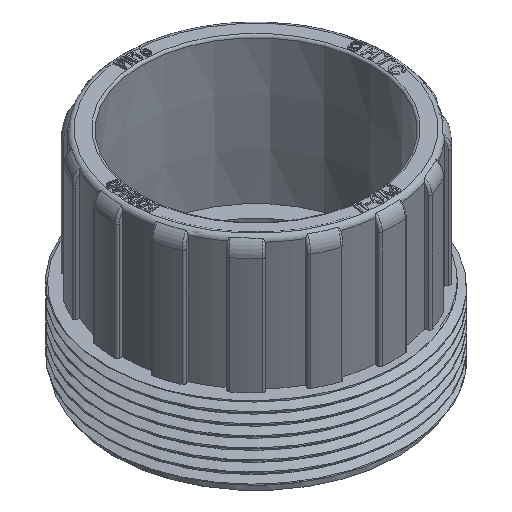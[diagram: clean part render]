
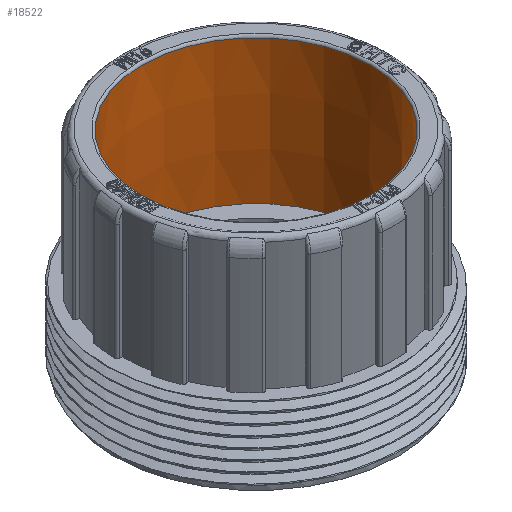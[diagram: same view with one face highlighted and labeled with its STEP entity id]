
A CAD part, isometric view. The second image highlights one B-rep face of the part: STEP entity #18522.
In plain terms, the highlighted conical face has half-angle 0.448 degrees and reference radius 24.9 mm.
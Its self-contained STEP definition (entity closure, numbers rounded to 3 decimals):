
#26=CONICAL_SURFACE('',#19630,24.9,0.008);
#1695=LINE('',#30431,#4141);
#4141=VECTOR('',#21510,24.9);
#6124=FACE_OUTER_BOUND('',#7126,.T.);
#7126=EDGE_LOOP('',(#13784,#13785,#13786,#13787));
#8177=CIRCLE('',#19629,24.9);
#8178=CIRCLE('',#19631,25.146);
#8991=VERTEX_POINT('',#30427);
#8992=VERTEX_POINT('',#30430);
#10903=EDGE_CURVE('',#8991,#8991,#8177,.T.);
#10904=EDGE_CURVE('',#8991,#8992,#1695,.T.);
#10905=EDGE_CURVE('',#8992,#8992,#8178,.T.);
#13784=ORIENTED_EDGE('',*,*,#10903,.T.);
#13785=ORIENTED_EDGE('',*,*,#10904,.T.);
#13786=ORIENTED_EDGE('',*,*,#10905,.T.);
#13787=ORIENTED_EDGE('',*,*,#10904,.F.);
#18522=ADVANCED_FACE('',(#6124),#26,.F.);
#19629=AXIS2_PLACEMENT_3D('',#30428,#21506,#21507);
#19630=AXIS2_PLACEMENT_3D('',#30429,#21508,#21509);
#19631=AXIS2_PLACEMENT_3D('',#30432,#21511,#21512);
#21506=DIRECTION('center_axis',(0.,0.,-1.));
#21507=DIRECTION('ref_axis',(-1.,0.,0.));
#21508=DIRECTION('center_axis',(0.,0.,1.));
#21509=DIRECTION('ref_axis',(-1.,0.,0.));
#21510=DIRECTION('',(0.008,0.,1.));
#21511=DIRECTION('center_axis',(0.,0.,1.));
#21512=DIRECTION('ref_axis',(1.,0.,0.));
#30427=CARTESIAN_POINT('',(24.9,0.,15.));
#30428=CARTESIAN_POINT('Origin',(0.,0.,15.));
#30429=CARTESIAN_POINT('Origin',(0.,0.,15.));
#30430=CARTESIAN_POINT('',(25.146,0.,46.504));
#30431=CARTESIAN_POINT('',(24.9,0.,15.));
#30432=CARTESIAN_POINT('Origin',(0.,0.,46.504));
